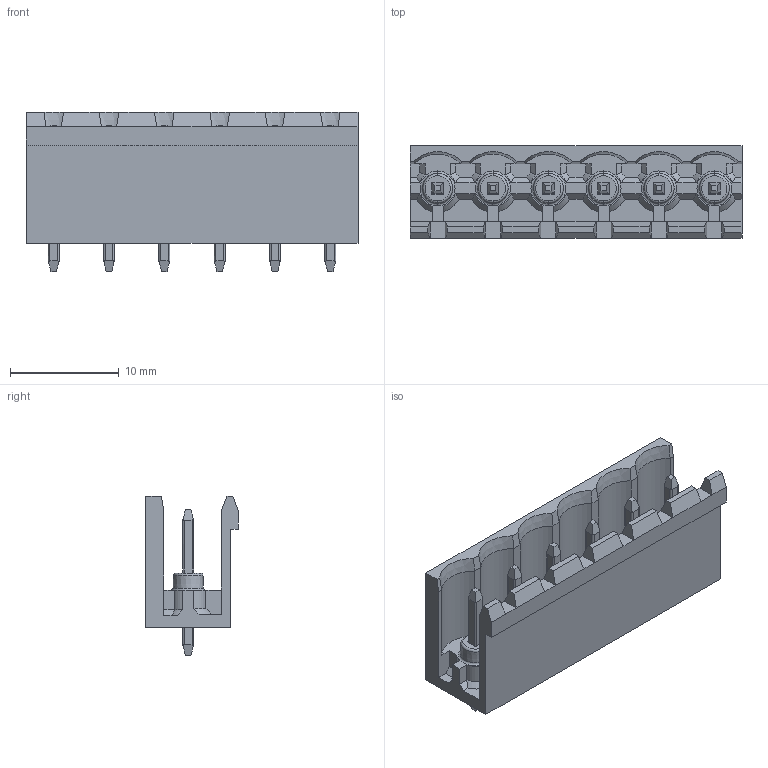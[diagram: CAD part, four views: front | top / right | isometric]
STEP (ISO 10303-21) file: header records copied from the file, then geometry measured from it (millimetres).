
FILE_DESCRIPTION((''),'2;1');
FILE_NAME('WJ2EDGV-THT-508-06P','2017-03-16T',('QZY'),(''),'CREO PARAMETRIC BY PTC INC, 2014440','CREO PARAMETRIC BY PTC INC, 2014440','');
FILE_SCHEMA(('CONFIG_CONTROL_DESIGN'));
Length unit declared in the file: millimetre
Products named in the file (1): WJ2EDGV-THT-508-06P
Bounding box: 30.48 x 8.5 x 14.6 mm (x, y, z)
Volume: 1141.3 mm3; surface area: 2552.9 mm2
Topology: 1 solids, 1 shells, 567 faces, 1509 edges, 956 vertices
Faces by surface type: plane 405, cylinder 84, cone 42, torus 24, sphere 12
Entity records: 18360 total; most frequent: CARTESIAN_POINT 3688, ORIENTED_EDGE 2994, DIRECTION 2685, EDGE_CURVE 1497, VECTOR 1059, LINE 1059, VERTEX_POINT 956, AXIS2_PLACEMENT_3D 813
